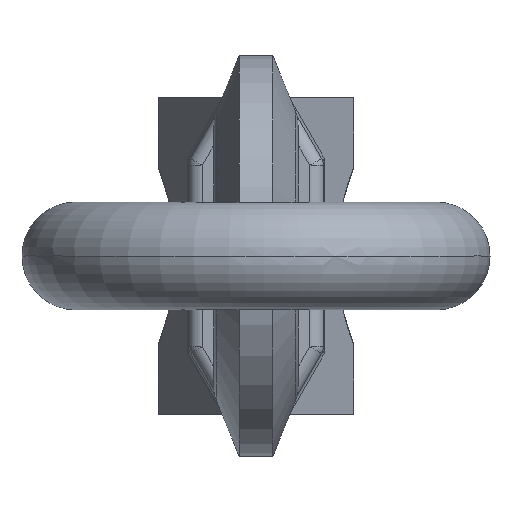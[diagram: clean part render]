
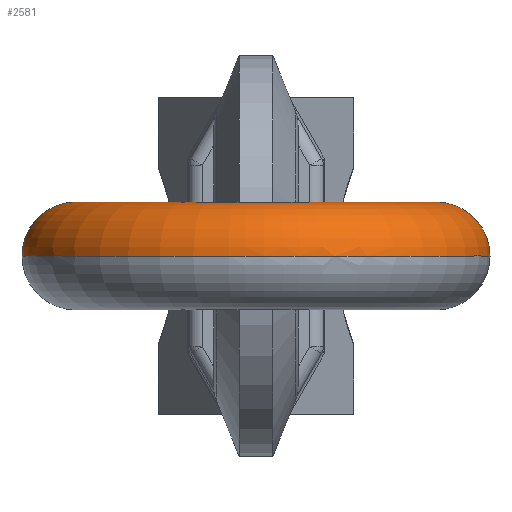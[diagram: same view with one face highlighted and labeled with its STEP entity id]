
A CAD part, left-side view. The second image highlights one B-rep face of the part: STEP entity #2581.
In plain terms, the highlighted toroidal (fillet/blend) face has major radius 53.5 mm and minor radius 16 mm.
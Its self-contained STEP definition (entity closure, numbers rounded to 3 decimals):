
#130=CARTESIAN_POINT('',(75.,53.5,0.));
#131=DIRECTION('',(-1.,0.,0.));
#132=DIRECTION('',(0.,-1.,0.));
#133=AXIS2_PLACEMENT_3D('',#130,#131,#132);
#638=CARTESIAN_POINT('',(75.,-53.5,0.));
#639=DIRECTION('',(-1.,0.,0.));
#640=DIRECTION('',(0.,-1.,0.));
#641=AXIS2_PLACEMENT_3D('',#638,#639,#640);
#651=CARTESIAN_POINT('',(75.,37.5,0.));
#652=CARTESIAN_POINT('',(72.69,37.5,0.));
#653=CARTESIAN_POINT('',(68.07,37.072,
0.));
#654=CARTESIAN_POINT('',(61.376,35.167,
0.));
#655=CARTESIAN_POINT('',(55.146,32.065,
0.));
#656=CARTESIAN_POINT('',(49.592,27.871,
0.));
#657=CARTESIAN_POINT('',(44.904,22.728,
0.));
#658=CARTESIAN_POINT('',(41.24,16.811,
0.));
#659=CARTESIAN_POINT('',(38.726,10.321,
0.));
#660=CARTESIAN_POINT('',(37.447,3.48,
0.));
#661=CARTESIAN_POINT('',(37.447,-3.48,
0.));
#662=CARTESIAN_POINT('',(38.726,-10.321,
0.));
#663=CARTESIAN_POINT('',(41.24,-16.811,
0.));
#664=CARTESIAN_POINT('',(44.904,-22.728,
0.));
#665=CARTESIAN_POINT('',(49.592,-27.871,
0.));
#666=CARTESIAN_POINT('',(55.146,-32.065,
0.));
#667=CARTESIAN_POINT('',(61.376,-35.167,
0.));
#668=CARTESIAN_POINT('',(68.07,-37.072,
0.));
#669=CARTESIAN_POINT('',(72.69,-37.5,0.));
#670=CARTESIAN_POINT('',(75.,-37.5,0.));
#672=CARTESIAN_POINT('',(75.,-69.5,0.));
#673=CARTESIAN_POINT('',(71.361,-69.5,0.));
#674=CARTESIAN_POINT('',(64.083,-68.927,
0.));
#675=CARTESIAN_POINT('',(53.435,-66.371,
0.));
#676=CARTESIAN_POINT('',(43.318,-62.18,
0.));
#677=CARTESIAN_POINT('',(33.981,-56.458,
0.));
#678=CARTESIAN_POINT('',(25.654,-49.346,0.));
#679=CARTESIAN_POINT('',(18.542,-41.019,0.));
#680=CARTESIAN_POINT('',(12.82,-31.682,0.));
#681=CARTESIAN_POINT('',(8.629,-21.565,0.));
#682=CARTESIAN_POINT('',(6.073,-10.917,0.));
#683=CARTESIAN_POINT('',(5.214,0.,0.));
#684=CARTESIAN_POINT('',(6.073,10.917,0.));
#685=CARTESIAN_POINT('',(8.629,21.565,0.));
#686=CARTESIAN_POINT('',(12.82,31.682,0.));
#687=CARTESIAN_POINT('',(18.542,41.019,0.));
#688=CARTESIAN_POINT('',(25.654,49.346,0.));
#689=CARTESIAN_POINT('',(33.981,56.458,
0.));
#690=CARTESIAN_POINT('',(43.318,62.18,0.));
#691=CARTESIAN_POINT('',(53.435,66.371,
0.));
#692=CARTESIAN_POINT('',(64.083,68.927,0.));
#693=CARTESIAN_POINT('',(71.361,69.5,0.));
#694=CARTESIAN_POINT('',(75.,69.5,0.));
#1938=CARTESIAN_POINT('',(75.,-37.5,0.));
#1939=VERTEX_POINT('',#1938);
#1940=CARTESIAN_POINT('',(75.,-69.5,0.));
#1941=VERTEX_POINT('',#1940);
#1942=VERTEX_POINT('',#651);
#1943=VERTEX_POINT('',#694);
#2568=CARTESIAN_POINT('',(75.,0.,0.));
#2569=DIRECTION('',(0.,0.,1.));
#2570=DIRECTION('',(0.,-1.,0.));
#2571=AXIS2_PLACEMENT_3D('',#2568,#2569,#2570);
#2572=TOROIDAL_SURFACE('',#2571,53.5,16.);
#2573=ORIENTED_EDGE('',*,*,#2338,.F.);
#2575=ORIENTED_EDGE('',*,*,#2574,.T.);
#2576=ORIENTED_EDGE('',*,*,#2558,.F.);
#2578=ORIENTED_EDGE('',*,*,#2577,.T.);
#2579=EDGE_LOOP('',(#2573,#2575,#2576,#2578));
#2580=FACE_OUTER_BOUND('',#2579,.F.);
#2581=ADVANCED_FACE('',(#2580),#2572,.T.);
#134=CIRCLE('',#133,16.);
#642=CIRCLE('',#641,16.);
#671=B_SPLINE_CURVE_WITH_KNOTS('',3,(#651,#652,#653,#654,#655,#656,#657,#658,
#659,#660,#661,#662,#663,#664,#665,#666,#667,#668,#669,#670),.UNSPECIFIED.,.F.,
.F.,(4,1,1,1,1,1,1,1,1,1,1,1,1,1,1,1,1,4),(0.,0.059,
0.118,0.176,0.235,0.294,
0.353,0.412,0.471,0.529,
0.588,0.647,0.706,0.765,
0.824,0.882,0.941,1.),.UNSPECIFIED.);
#695=B_SPLINE_CURVE_WITH_KNOTS('',3,(#672,#673,#674,#675,#676,#677,#678,#679,
#680,#681,#682,#683,#684,#685,#686,#687,#688,#689,#690,#691,#692,#693,#694),
.UNSPECIFIED.,.F.,.F.,(4,1,1,1,1,1,1,1,1,1,1,1,1,1,1,1,1,1,1,1,4),(0.,0.05,
0.1,0.15,0.2,0.25,0.3,0.35,0.4,0.45,0.5,0.55,0.6,0.65,
0.7,0.75,0.8,0.85,0.9,0.95,1.),.UNSPECIFIED.);
#2338=EDGE_CURVE('',#1942,#1943,#134,.T.);
#2558=EDGE_CURVE('',#1941,#1939,#642,.T.);
#2574=EDGE_CURVE('',#1942,#1939,#671,.T.);
#2577=EDGE_CURVE('',#1941,#1943,#695,.T.);
